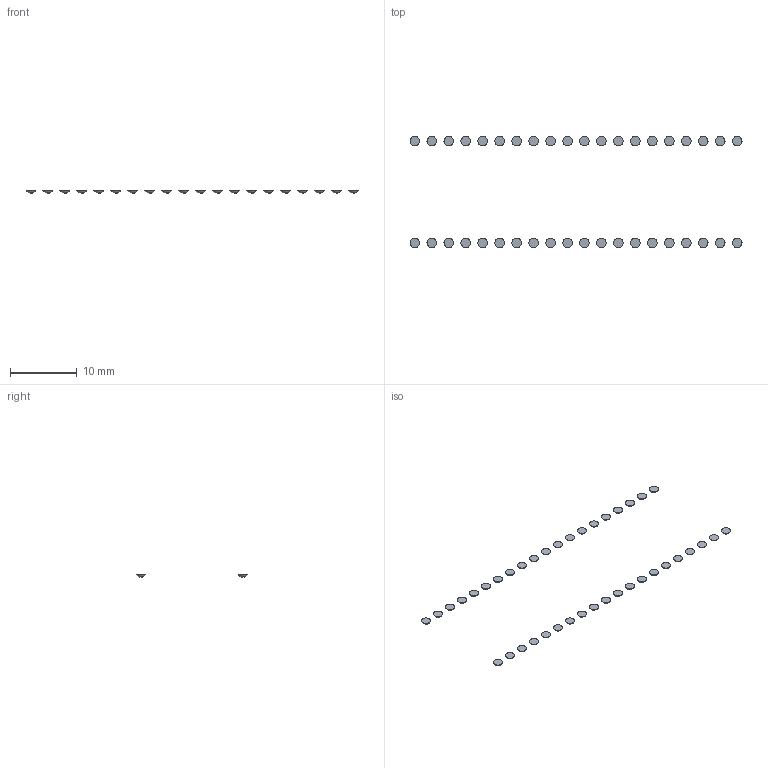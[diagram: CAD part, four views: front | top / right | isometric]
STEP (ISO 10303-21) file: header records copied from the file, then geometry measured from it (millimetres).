
FILE_DESCRIPTION(('FreeCAD Model'),'2;1');
FILE_NAME('Open CASCADE Shape Model','2023-09-02T02:03:40',(''),(''), 'Open CASCADE STEP processor 7.6','FreeCAD','Unknown');
FILE_SCHEMA(('AUTOMOTIVE_DESIGN { 1 0 10303 214 1 1 1 1 }'));
Length unit declared in the file: millimetre
Products named in the file (2): Array002; solder_dome
Assembly tree (40 placements, depth 2):
  Array002
    solder_dome  x40
Bounding box: 49.7 x 16.68 x 0.45 mm (x, y, z)
Volume: 16.5 mm3; surface area: 155.5 mm2
Topology: 40 solids, 40 shells, 80 faces, 120 edges, 80 vertices
Faces by surface type: sphere 40, plane 40
Entity records: 396 total; most frequent: DIRECTION 90, CARTESIAN_POINT 47, AXIS2_PLACEMENT_3D 45, PRODUCT_DEFINITION_SHAPE 42, CONTEXT_DEPENDENT_SHAPE_REPRESENTATION 40, ITEM_DEFINED_TRANSFORMATION 40, NEXT_ASSEMBLY_USAGE_OCCURRENCE 40, ORIENTED_EDGE 4
